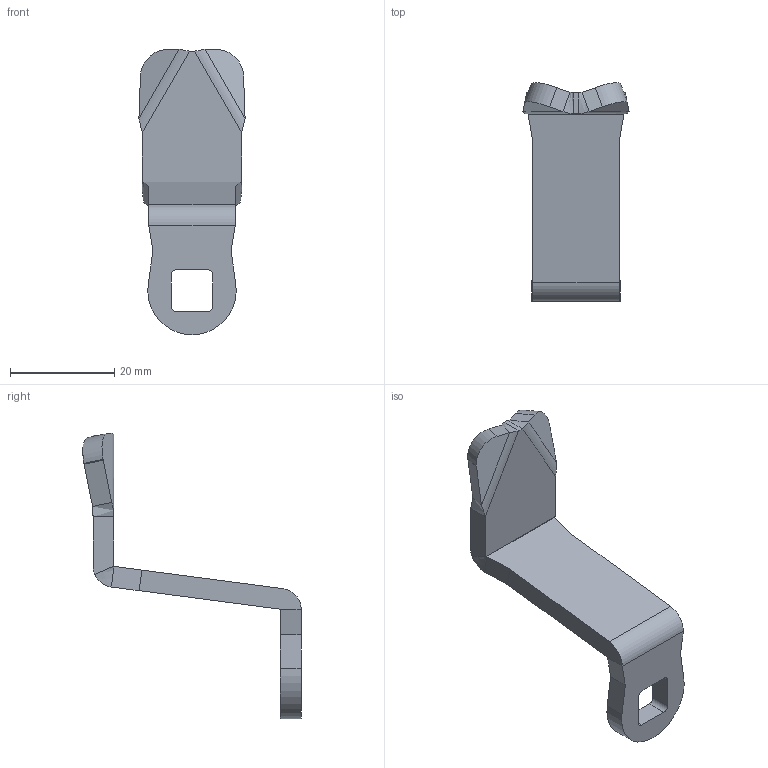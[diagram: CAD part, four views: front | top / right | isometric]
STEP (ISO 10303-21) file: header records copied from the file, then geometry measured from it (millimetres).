
FILE_DESCRIPTION (( 'STEP AP203' ), '1' );
FILE_NAME ('1089 DIL.STEP', '2022-07-06T12:56:25', ( '' ), ( '' ), 'SwSTEP 2.0', 'SolidWorks 2021', '' );
FILE_SCHEMA (( 'CONFIG_CONTROL_DESIGN' ));
Length unit declared in the file: millimetre
Products named in the file (1): 1089 DIL
Bounding box: 20.4 x 41.96 x 54.87 mm (x, y, z)
Volume: 5491.1 mm3; surface area: 3645.5 mm2
Topology: 1 solids, 1 shells, 51 faces, 123 edges, 74 vertices
Faces by surface type: plane 29, cylinder 16, bspline 6
Entity records: 1634 total; most frequent: CARTESIAN_POINT 395, ORIENTED_EDGE 246, DIRECTION 227, EDGE_CURVE 123, VECTOR 87, LINE 87, VERTEX_POINT 74, AXIS2_PLACEMENT_3D 70
